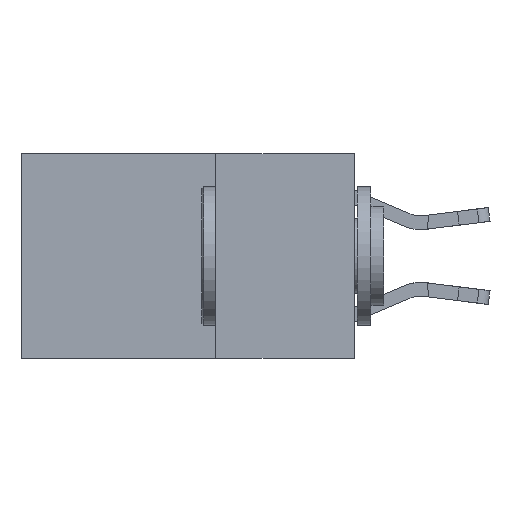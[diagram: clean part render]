
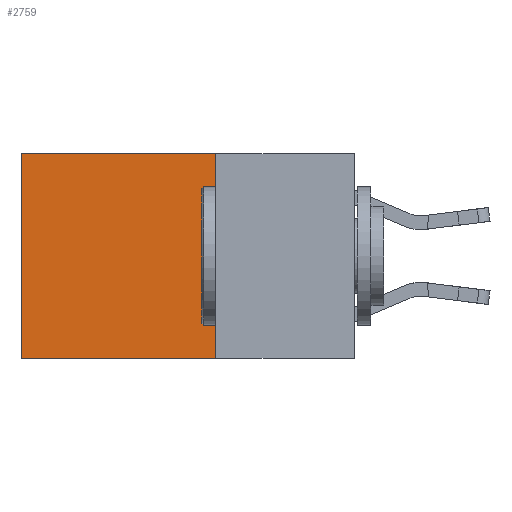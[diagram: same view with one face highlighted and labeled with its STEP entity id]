
A CAD part, left-side view. The second image highlights one B-rep face of the part: STEP entity #2759.
In plain terms, the highlighted planar face has unit normal (-1, 0, 0).
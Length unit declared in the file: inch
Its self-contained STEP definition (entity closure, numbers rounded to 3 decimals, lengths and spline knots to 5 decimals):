
#600 = DIRECTION ( 'NONE',  ( 0., 0., -1. ) ) ;
#621 = ORIENTED_EDGE ( 'NONE', *, *, #8959, .F. ) ;
#674 = DIRECTION ( 'NONE',  ( 0., 0., -1. ) ) ;
#1161 = ORIENTED_EDGE ( 'NONE', *, *, #16112, .T. ) ;
#1245 = CARTESIAN_POINT ( 'NONE',  ( 0.2625, 0.25, 0. ) ) ;
#1782 = LINE ( 'NONE', #7044, #15616 ) ;
#2416 = EDGE_CURVE ( 'NONE', #15869, #10717, #8953, .T. ) ;
#2759 = ADVANCED_FACE ( 'NONE', ( #8753 ), #16435, .F. ) ;
#2961 = AXIS2_PLACEMENT_3D ( 'NONE', #10139, #11148, #674 ) ;
#3175 = VECTOR ( 'NONE', #16329, 39.37008 ) ;
#4657 = LINE ( 'NONE', #9985, #15635 ) ;
#5219 = EDGE_CURVE ( 'NONE', #11219, #10717, #1782, .T. ) ;
#5987 = CARTESIAN_POINT ( 'NONE',  ( 0.2625, 0.25, 0. ) ) ;
#6692 = CARTESIAN_POINT ( 'NONE',  ( 0.2625, 0.6, -0.37 ) ) ;
#7044 = CARTESIAN_POINT ( 'NONE',  ( 0.2625, 0.6, 0. ) ) ;
#8753 = FACE_OUTER_BOUND ( 'NONE', #13041, .T. ) ;
#8757 = DIRECTION ( 'NONE',  ( 0., 0., -1. ) ) ;
#8953 = LINE ( 'NONE', #15610, #10606 ) ;
#8959 = EDGE_CURVE ( 'NONE', #13379, #15869, #4657, .T. ) ;
#9866 = LINE ( 'NONE', #5987, #3175 ) ;
#9985 = CARTESIAN_POINT ( 'NONE',  ( 0.2625, 0.25, 0. ) ) ;
#10139 = CARTESIAN_POINT ( 'NONE',  ( 0.2625, 0.25, 0. ) ) ;
#10606 = VECTOR ( 'NONE', #11586, 39.37008 ) ;
#10717 = VERTEX_POINT ( 'NONE', #6692 ) ;
#11148 = DIRECTION ( 'NONE',  ( 1., 0., 0. ) ) ;
#11219 = VERTEX_POINT ( 'NONE', #12513 ) ;
#11248 = CARTESIAN_POINT ( 'NONE',  ( 0.2625, 0.25, -0.37 ) ) ;
#11377 = ORIENTED_EDGE ( 'NONE', *, *, #5219, .T. ) ;
#11586 = DIRECTION ( 'NONE',  ( 0., 1., 0. ) ) ;
#12513 = CARTESIAN_POINT ( 'NONE',  ( 0.2625, 0.6, 0. ) ) ;
#13041 = EDGE_LOOP ( 'NONE', ( #11377, #16286, #621, #1161 ) ) ;
#13379 = VERTEX_POINT ( 'NONE', #1245 ) ;
#15610 = CARTESIAN_POINT ( 'NONE',  ( 0.2625, 0.25, -0.37 ) ) ;
#15616 = VECTOR ( 'NONE', #8757, 39.37008 ) ;
#15635 = VECTOR ( 'NONE', #600, 39.37008 ) ;
#15869 = VERTEX_POINT ( 'NONE', #11248 ) ;
#16112 = EDGE_CURVE ( 'NONE', #13379, #11219, #9866, .T. ) ;
#16286 = ORIENTED_EDGE ( 'NONE', *, *, #2416, .F. ) ;
#16329 = DIRECTION ( 'NONE',  ( 0., 1., 0. ) ) ;
#16435 = PLANE ( 'NONE',  #2961 ) ;
